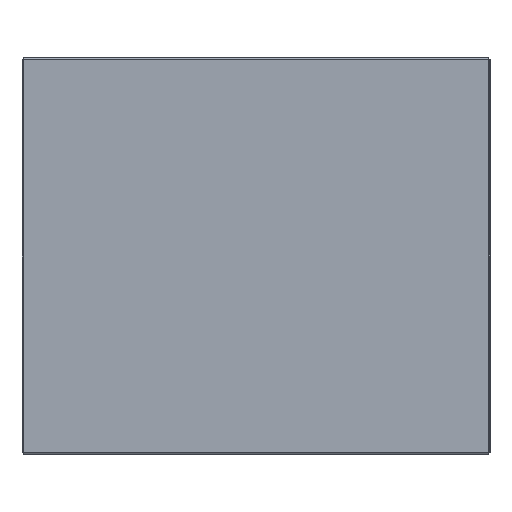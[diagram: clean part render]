
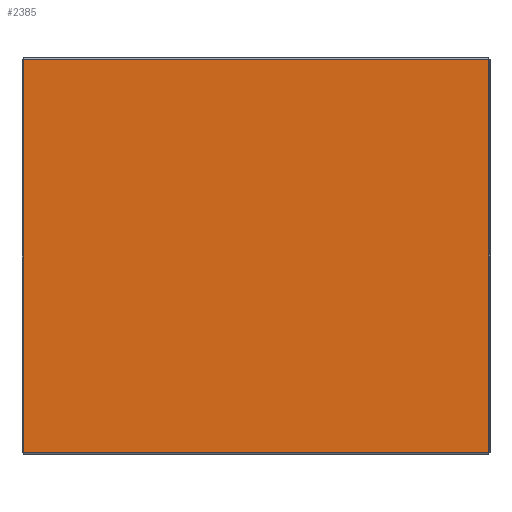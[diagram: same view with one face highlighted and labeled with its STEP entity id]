
A CAD part, front view. The second image highlights one B-rep face of the part: STEP entity #2385.
In plain terms, the highlighted planar face has unit normal (0, -1, 0).
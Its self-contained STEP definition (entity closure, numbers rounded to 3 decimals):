
#3 = EDGE_CURVE ( 'NONE', #1709, #778, #1475, .T. ) ;
#6 = ORIENTED_EDGE ( 'NONE', *, *, #1118, .F. ) ;
#14 = PLANE ( 'NONE',  #467 ) ;
#467 = AXIS2_PLACEMENT_3D ( 'NONE', #1123, #2056, #1823 ) ;
#513 = CARTESIAN_POINT ( 'NONE',  ( 350.8, -1.2, 296.8 ) ) ;
#657 = VERTEX_POINT ( 'NONE', #2342 ) ;
#739 = CARTESIAN_POINT ( 'NONE',  ( 353., -1.2, 296.8 ) ) ;
#755 = CARTESIAN_POINT ( 'NONE',  ( 350.8, -1.2, -296.8 ) ) ;
#773 = VECTOR ( 'NONE', #2560, 1000. ) ;
#778 = VERTEX_POINT ( 'NONE', #2603 ) ;
#1042 = VERTEX_POINT ( 'NONE', #1839 ) ;
#1088 = EDGE_CURVE ( 'NONE', #778, #1042, #1979, .T. ) ;
#1099 = ORIENTED_EDGE ( 'NONE', *, *, #2487, .F. ) ;
#1118 = EDGE_CURVE ( 'NONE', #1042, #657, #2199, .T. ) ;
#1123 = CARTESIAN_POINT ( 'NONE',  ( 0., -1.2, 0. ) ) ;
#1387 = VECTOR ( 'NONE', #1470, 1000. ) ;
#1419 = ORIENTED_EDGE ( 'NONE', *, *, #1088, .F. ) ;
#1470 = DIRECTION ( 'NONE',  ( -1., 0., 0. ) ) ;
#1475 = LINE ( 'NONE', #2864, #1387 ) ;
#1636 = DIRECTION ( 'NONE',  ( 0., 0., -1. ) ) ;
#1644 = DIRECTION ( 'NONE',  ( 0., 0., 1. ) ) ;
#1676 = CARTESIAN_POINT ( 'NONE',  ( -350.8, -1.2, -296.8 ) ) ;
#1709 = VERTEX_POINT ( 'NONE', #755 ) ;
#1823 = DIRECTION ( 'NONE',  ( 0., 0., 1. ) ) ;
#1839 = CARTESIAN_POINT ( 'NONE',  ( -350.8, -1.2, 296.8 ) ) ;
#1841 = EDGE_LOOP ( 'NONE', ( #1099, #6, #1419, #2408 ) ) ;
#1979 = LINE ( 'NONE', #1676, #2622 ) ;
#2056 = DIRECTION ( 'NONE',  ( 0., 1., 0. ) ) ;
#2199 = LINE ( 'NONE', #739, #773 ) ;
#2218 = VECTOR ( 'NONE', #1636, 1000. ) ;
#2342 = CARTESIAN_POINT ( 'NONE',  ( 350.8, -1.2, 296.8 ) ) ;
#2385 = ADVANCED_FACE ( 'NONE', ( #2822 ), #14, .F. ) ;
#2408 = ORIENTED_EDGE ( 'NONE', *, *, #3, .F. ) ;
#2418 = LINE ( 'NONE', #513, #2218 ) ;
#2487 = EDGE_CURVE ( 'NONE', #657, #1709, #2418, .T. ) ;
#2560 = DIRECTION ( 'NONE',  ( 1., 0., 0. ) ) ;
#2603 = CARTESIAN_POINT ( 'NONE',  ( -350.8, -1.2, -296.8 ) ) ;
#2622 = VECTOR ( 'NONE', #1644, 1000. ) ;
#2822 = FACE_OUTER_BOUND ( 'NONE', #1841, .T. ) ;
#2864 = CARTESIAN_POINT ( 'NONE',  ( 353., -1.2, -296.8 ) ) ;
